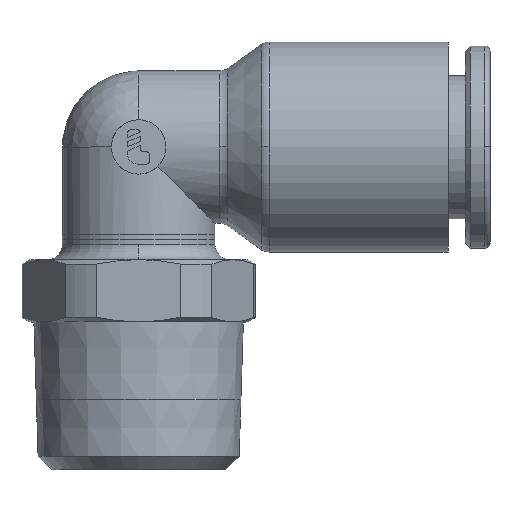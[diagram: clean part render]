
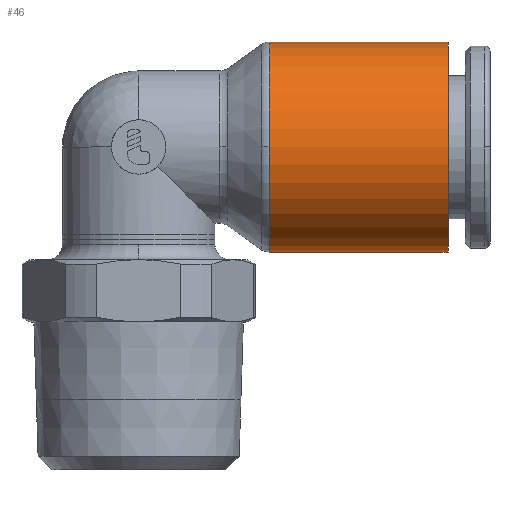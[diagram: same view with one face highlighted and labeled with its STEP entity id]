
A CAD part, top view. The second image highlights one B-rep face of the part: STEP entity #46.
In plain terms, the highlighted cylindrical face has radius 6.75 mm (diameter 13.5 mm), a partial arc.
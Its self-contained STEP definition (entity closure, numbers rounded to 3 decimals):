
#46=ADVANCED_FACE('',(#151),#152,.T.);
#151=FACE_OUTER_BOUND('',#371,.T.);
#152=CYLINDRICAL_SURFACE('',#372,6.75);
#371=EDGE_LOOP('',(#591,#592,#593,#594,#595));
#372=AXIS2_PLACEMENT_3D('',#596,#597,#598);
#591=ORIENTED_EDGE('',*,*,#1407,.F.);
#592=ORIENTED_EDGE('',*,*,#1408,.T.);
#593=ORIENTED_EDGE('',*,*,#1409,.T.);
#594=ORIENTED_EDGE('',*,*,#1410,.F.);
#595=ORIENTED_EDGE('',*,*,#1411,.F.);
#596=CARTESIAN_POINT('',(14.15,11.248,0.0));
#597=DIRECTION('',(1.0,0.0,0.0));
#598=DIRECTION('',(0.0,1.0,0.0));
#1407=EDGE_CURVE('',#1659,#1660,#1661,.T.);
#1408=EDGE_CURVE('',#1659,#1662,#1663,.T.);
#1409=EDGE_CURVE('',#1662,#1664,#1665,.T.);
#1410=EDGE_CURVE('',#1666,#1664,#1667,.T.);
#1411=EDGE_CURVE('',#1660,#1666,#1668,.T.);
#1659=VERTEX_POINT('',#2071);
#1660=VERTEX_POINT('',#2072);
#1661=LINE('',#2073,#2074);
#1662=VERTEX_POINT('',#2075);
#1663=CIRCLE('',#2076,6.75);
#1664=VERTEX_POINT('',#2077);
#1665=CIRCLE('',#2078,6.75);
#1666=VERTEX_POINT('',#2079);
#1667=LINE('',#2080,#2081);
#1668=CIRCLE('',#2082,6.75);
#2071=CARTESIAN_POINT('',(8.4,17.998,0.0));
#2072=CARTESIAN_POINT('',(19.9,17.998,0.0));
#2073=CARTESIAN_POINT('',(14.15,17.998,0.));
#2074=VECTOR('',#3001,1.0);
#2075=CARTESIAN_POINT('',(8.4,11.248,6.75));
#2076=AXIS2_PLACEMENT_3D('',#3002,#3003,#3004);
#2077=CARTESIAN_POINT('',(8.4,4.498,0.));
#2078=AXIS2_PLACEMENT_3D('',#3005,#3006,#3007);
#2079=CARTESIAN_POINT('',(19.9,4.498,0.));
#2080=CARTESIAN_POINT('',(14.15,4.498,0.));
#2081=VECTOR('',#3008,1.0);
#2082=AXIS2_PLACEMENT_3D('',#3009,#3010,#3011);
#3001=DIRECTION('',(1.0,0.0,0.0));
#3002=CARTESIAN_POINT('',(8.4,11.248,0.0));
#3003=DIRECTION('',(1.0,0.0,0.0));
#3004=DIRECTION('',(0.0,1.0,0.0));
#3005=CARTESIAN_POINT('',(8.4,11.248,0.0));
#3006=DIRECTION('',(1.0,0.0,0.0));
#3007=DIRECTION('',(0.0,1.0,0.0));
#3008=DIRECTION('',(-1.0,-0.0,-0.0));
#3009=CARTESIAN_POINT('',(19.9,11.248,0.0));
#3010=DIRECTION('',(1.0,0.0,0.0));
#3011=DIRECTION('',(0.0,1.0,0.0));
